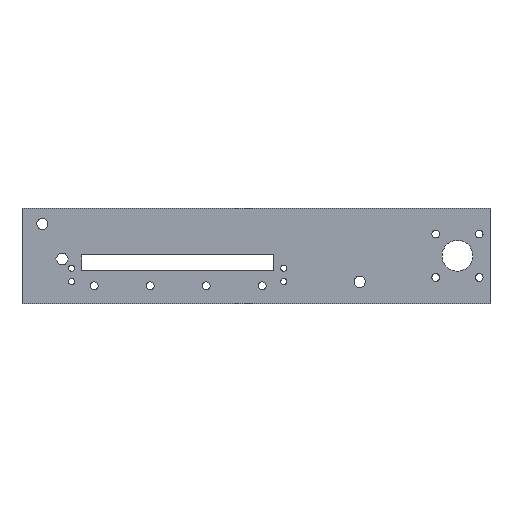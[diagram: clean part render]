
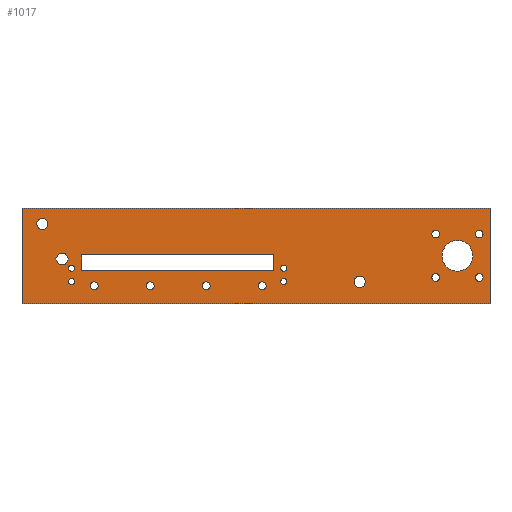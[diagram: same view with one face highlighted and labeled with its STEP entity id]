
A CAD part, top view. The second image highlights one B-rep face of the part: STEP entity #1017.
In plain terms, the highlighted planar face has unit normal (0, 0, 1).
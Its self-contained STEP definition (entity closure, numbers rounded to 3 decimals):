
#312 = VERTEX_POINT('',#313);
#313 = CARTESIAN_POINT('',(200.,31.52,3.));
#319 = EDGE_CURVE('',#320,#312,#322,.T.);
#320 = VERTEX_POINT('',#321);
#321 = CARTESIAN_POINT('',(-134.246,31.52,3.));
#322 = LINE('',#323,#324);
#323 = CARTESIAN_POINT('',(100.,31.52,3.));
#324 = VECTOR('',#325,1.);
#325 = DIRECTION('',(1.,0.,0.));
#343 = VERTEX_POINT('',#344);
#344 = CARTESIAN_POINT('',(200.,100.,3.));
#350 = EDGE_CURVE('',#343,#312,#351,.T.);
#351 = LINE('',#352,#353);
#352 = CARTESIAN_POINT('',(200.,100.,3.));
#353 = VECTOR('',#354,1.);
#354 = DIRECTION('',(0.,-1.,0.));
#367 = EDGE_CURVE('',#368,#320,#370,.T.);
#368 = VERTEX_POINT('',#369);
#369 = CARTESIAN_POINT('',(-134.246,100.,3.));
#370 = LINE('',#371,#372);
#371 = CARTESIAN_POINT('',(-134.246,15.76,3.));
#372 = VECTOR('',#373,1.);
#373 = DIRECTION('',(0.,-1.,0.));
#391 = EDGE_CURVE('',#368,#343,#392,.T.);
#392 = LINE('',#393,#394);
#393 = CARTESIAN_POINT('',(-200.,100.,3.));
#394 = VECTOR('',#395,1.);
#395 = DIRECTION('',(1.,0.,0.));
#408 = VERTEX_POINT('',#409);
#409 = CARTESIAN_POINT('',(-96.604,47.491,3.));
#415 = EDGE_CURVE('',#408,#408,#416,.T.);
#416 = CIRCLE('',#417,2.2);
#417 = AXIS2_PLACEMENT_3D('',#418,#419,#420);
#418 = CARTESIAN_POINT('',(-98.804,47.491,3.));
#419 = DIRECTION('',(0.,0.,-1.));
#420 = DIRECTION('',(1.,0.,0.));
#431 = EDGE_CURVE('',#432,#432,#434,.T.);
#432 = VERTEX_POINT('',#433);
#433 = CARTESIAN_POINT('',(-79.907,44.498,3.));
#434 = CIRCLE('',#435,2.75);
#435 = AXIS2_PLACEMENT_3D('',#436,#437,#438);
#436 = CARTESIAN_POINT('',(-82.657,44.498,3.));
#437 = DIRECTION('',(0.,0.,1.));
#438 = DIRECTION('',(1.,0.,0.));
#456 = EDGE_CURVE('',#457,#457,#459,.T.);
#457 = VERTEX_POINT('',#458);
#458 = CARTESIAN_POINT('',(-39.907,44.498,3.));
#459 = CIRCLE('',#460,2.75);
#460 = AXIS2_PLACEMENT_3D('',#461,#462,#463);
#461 = CARTESIAN_POINT('',(-42.657,44.498,3.));
#462 = DIRECTION('',(0.,0.,1.));
#463 = DIRECTION('',(1.,0.,0.));
#481 = EDGE_CURVE('',#482,#482,#484,.T.);
#482 = VERTEX_POINT('',#483);
#483 = CARTESIAN_POINT('',(0.093,44.498,3.));
#484 = CIRCLE('',#485,2.75);
#485 = AXIS2_PLACEMENT_3D('',#486,#487,#488);
#486 = CARTESIAN_POINT('',(-2.657,44.498,3.));
#487 = DIRECTION('',(0.,0.,1.));
#488 = DIRECTION('',(1.,0.,0.));
#508 = VERTEX_POINT('',#509);
#509 = CARTESIAN_POINT('',(-96.604,56.991,3.));
#515 = EDGE_CURVE('',#508,#508,#516,.T.);
#516 = CIRCLE('',#517,2.2);
#517 = AXIS2_PLACEMENT_3D('',#518,#519,#520);
#518 = CARTESIAN_POINT('',(-98.804,56.991,3.));
#519 = DIRECTION('',(0.,0.,-1.));
#520 = DIRECTION('',(1.,0.,0.));
#531 = EDGE_CURVE('',#532,#534,#536,.T.);
#532 = VERTEX_POINT('',#533);
#533 = CARTESIAN_POINT('',(-103.278,67.574,3.));
#534 = VERTEX_POINT('',#535);
#535 = CARTESIAN_POINT('',(-107.804,67.574,3.));
#536 = LINE('',#537,#538);
#537 = CARTESIAN_POINT('',(-103.278,67.574,3.));
#538 = VECTOR('',#539,1.);
#539 = DIRECTION('',(-1.,0.,0.));
#562 = EDGE_CURVE('',#563,#532,#565,.T.);
#563 = VERTEX_POINT('',#564);
#564 = CARTESIAN_POINT('',(-101.015,63.654,3.));
#565 = LINE('',#566,#567);
#566 = CARTESIAN_POINT('',(-101.015,63.654,3.));
#567 = VECTOR('',#568,1.);
#568 = DIRECTION('',(-0.5,0.866,0.));
#586 = EDGE_CURVE('',#534,#587,#589,.T.);
#587 = VERTEX_POINT('',#588);
#588 = CARTESIAN_POINT('',(-110.067,63.654,3.));
#589 = LINE('',#590,#591);
#590 = CARTESIAN_POINT('',(-107.804,67.574,3.));
#591 = VECTOR('',#592,1.);
#592 = DIRECTION('',(-0.5,-0.866,0.));
#610 = EDGE_CURVE('',#611,#563,#613,.T.);
#611 = VERTEX_POINT('',#612);
#612 = CARTESIAN_POINT('',(-103.278,59.734,3.));
#613 = LINE('',#614,#615);
#614 = CARTESIAN_POINT('',(-103.278,59.734,3.));
#615 = VECTOR('',#616,1.);
#616 = DIRECTION('',(0.5,0.866,0.));
#634 = EDGE_CURVE('',#587,#635,#637,.T.);
#635 = VERTEX_POINT('',#636);
#636 = CARTESIAN_POINT('',(-107.804,59.734,3.));
#637 = LINE('',#638,#639);
#638 = CARTESIAN_POINT('',(-110.067,63.654,3.));
#639 = VECTOR('',#640,1.);
#640 = DIRECTION('',(0.5,-0.866,0.));
#658 = EDGE_CURVE('',#635,#611,#659,.T.);
#659 = LINE('',#660,#661);
#660 = CARTESIAN_POINT('',(-107.804,59.734,3.));
#661 = VECTOR('',#662,1.);
#662 = DIRECTION('',(1.,0.,0.));
#675 = EDGE_CURVE('',#676,#678,#680,.T.);
#676 = VERTEX_POINT('',#677);
#677 = CARTESIAN_POINT('',(-91.622,55.36,3.));
#678 = VERTEX_POINT('',#679);
#679 = CARTESIAN_POINT('',(-91.622,66.572,3.));
#680 = LINE('',#681,#682);
#681 = CARTESIAN_POINT('',(-91.622,55.36,3.));
#682 = VECTOR('',#683,1.);
#683 = DIRECTION('',(0.,1.,0.));
#706 = EDGE_CURVE('',#707,#676,#709,.T.);
#707 = VERTEX_POINT('',#708);
#708 = CARTESIAN_POINT('',(45.541,55.36,3.));
#709 = LINE('',#710,#711);
#710 = CARTESIAN_POINT('',(45.541,55.36,3.));
#711 = VECTOR('',#712,1.);
#712 = DIRECTION('',(-1.,0.,0.));
#730 = EDGE_CURVE('',#678,#731,#733,.T.);
#731 = VERTEX_POINT('',#732);
#732 = CARTESIAN_POINT('',(45.541,66.572,3.));
#733 = LINE('',#734,#735);
#734 = CARTESIAN_POINT('',(-91.622,66.572,3.));
#735 = VECTOR('',#736,1.);
#736 = DIRECTION('',(1.,0.,0.));
#754 = EDGE_CURVE('',#731,#707,#755,.T.);
#755 = LINE('',#756,#757);
#756 = CARTESIAN_POINT('',(45.541,66.572,3.));
#757 = VECTOR('',#758,1.);
#758 = DIRECTION('',(0.,-1.,0.));
#771 = EDGE_CURVE('',#772,#772,#774,.T.);
#772 = VERTEX_POINT('',#773);
#773 = CARTESIAN_POINT('',(40.093,44.498,3.));
#774 = CIRCLE('',#775,2.75);
#775 = AXIS2_PLACEMENT_3D('',#776,#777,#778);
#776 = CARTESIAN_POINT('',(37.343,44.498,3.));
#777 = DIRECTION('',(0.,0.,1.));
#778 = DIRECTION('',(1.,0.,0.));
#798 = VERTEX_POINT('',#799);
#799 = CARTESIAN_POINT('',(54.896,47.491,3.));
#805 = EDGE_CURVE('',#798,#798,#806,.T.);
#806 = CIRCLE('',#807,2.2);
#807 = AXIS2_PLACEMENT_3D('',#808,#809,#810);
#808 = CARTESIAN_POINT('',(52.696,47.491,3.));
#809 = DIRECTION('',(0.,0.,-1.));
#810 = DIRECTION('',(1.,0.,0.));
#821 = EDGE_CURVE('',#822,#822,#824,.T.);
#822 = VERTEX_POINT('',#823);
#823 = CARTESIAN_POINT('',(110.964,47.364,3.));
#824 = CIRCLE('',#825,4.);
#825 = AXIS2_PLACEMENT_3D('',#826,#827,#828);
#826 = CARTESIAN_POINT('',(106.964,47.364,3.));
#827 = DIRECTION('',(0.,0.,1.));
#828 = DIRECTION('',(1.,0.,0.));
#846 = EDGE_CURVE('',#847,#847,#849,.T.);
#847 = VERTEX_POINT('',#848);
#848 = CARTESIAN_POINT('',(164.014,50.421,3.));
#849 = CIRCLE('',#850,2.75);
#850 = AXIS2_PLACEMENT_3D('',#851,#852,#853);
#851 = CARTESIAN_POINT('',(161.264,50.421,3.));
#852 = DIRECTION('',(0.,0.,1.));
#853 = DIRECTION('',(1.,0.,0.));
#871 = EDGE_CURVE('',#872,#872,#874,.T.);
#872 = VERTEX_POINT('',#873);
#873 = CARTESIAN_POINT('',(195.014,50.421,3.));
#874 = CIRCLE('',#875,2.75);
#875 = AXIS2_PLACEMENT_3D('',#876,#877,#878);
#876 = CARTESIAN_POINT('',(192.264,50.421,3.));
#877 = DIRECTION('',(0.,0.,1.));
#878 = DIRECTION('',(1.,0.,0.));
#898 = VERTEX_POINT('',#899);
#899 = CARTESIAN_POINT('',(54.896,56.991,3.));
#905 = EDGE_CURVE('',#898,#898,#906,.T.);
#906 = CIRCLE('',#907,2.2);
#907 = AXIS2_PLACEMENT_3D('',#908,#909,#910);
#908 = CARTESIAN_POINT('',(52.696,56.991,3.));
#909 = DIRECTION('',(0.,0.,-1.));
#910 = DIRECTION('',(1.,0.,0.));
#921 = EDGE_CURVE('',#922,#922,#924,.T.);
#922 = VERTEX_POINT('',#923);
#923 = CARTESIAN_POINT('',(187.764,65.921,3.));
#924 = CIRCLE('',#925,11.);
#925 = AXIS2_PLACEMENT_3D('',#926,#927,#928);
#926 = CARTESIAN_POINT('',(176.764,65.921,3.));
#927 = DIRECTION('',(0.,0.,1.));
#928 = DIRECTION('',(1.,0.,0.));
#946 = EDGE_CURVE('',#947,#947,#949,.T.);
#947 = VERTEX_POINT('',#948);
#948 = CARTESIAN_POINT('',(-115.725,88.701,3.));
#949 = CIRCLE('',#950,4.);
#950 = AXIS2_PLACEMENT_3D('',#951,#952,#953);
#951 = CARTESIAN_POINT('',(-119.725,88.701,3.));
#952 = DIRECTION('',(0.,0.,1.));
#953 = DIRECTION('',(1.,0.,0.));
#971 = EDGE_CURVE('',#972,#972,#974,.T.);
#972 = VERTEX_POINT('',#973);
#973 = CARTESIAN_POINT('',(164.014,81.421,3.));
#974 = CIRCLE('',#975,2.75);
#975 = AXIS2_PLACEMENT_3D('',#976,#977,#978);
#976 = CARTESIAN_POINT('',(161.264,81.421,3.));
#977 = DIRECTION('',(0.,0.,1.));
#978 = DIRECTION('',(1.,0.,0.));
#996 = EDGE_CURVE('',#997,#997,#999,.T.);
#997 = VERTEX_POINT('',#998);
#998 = CARTESIAN_POINT('',(195.014,81.421,3.));
#999 = CIRCLE('',#1000,2.75);
#1000 = AXIS2_PLACEMENT_3D('',#1001,#1002,#1003);
#1001 = CARTESIAN_POINT('',(192.264,81.421,3.));
#1002 = DIRECTION('',(0.,0.,1.));
#1003 = DIRECTION('',(1.,0.,0.));
#1017 = ADVANCED_FACE('',(#1018,#1024,#1027,#1030,#1033,#1036,#1039,
    #1047,#1053,#1056,#1059,#1062,#1065,#1068,#1071,#1074,#1077,#1080),
  #1083,.T.);
#1018 = FACE_BOUND('',#1019,.T.);
#1019 = EDGE_LOOP('',(#1020,#1021,#1022,#1023));
#1020 = ORIENTED_EDGE('',*,*,#319,.T.);
#1021 = ORIENTED_EDGE('',*,*,#350,.F.);
#1022 = ORIENTED_EDGE('',*,*,#391,.F.);
#1023 = ORIENTED_EDGE('',*,*,#367,.T.);
#1024 = FACE_BOUND('',#1025,.T.);
#1025 = EDGE_LOOP('',(#1026));
#1026 = ORIENTED_EDGE('',*,*,#415,.T.);
#1027 = FACE_BOUND('',#1028,.T.);
#1028 = EDGE_LOOP('',(#1029));
#1029 = ORIENTED_EDGE('',*,*,#431,.F.);
#1030 = FACE_BOUND('',#1031,.T.);
#1031 = EDGE_LOOP('',(#1032));
#1032 = ORIENTED_EDGE('',*,*,#456,.F.);
#1033 = FACE_BOUND('',#1034,.T.);
#1034 = EDGE_LOOP('',(#1035));
#1035 = ORIENTED_EDGE('',*,*,#481,.F.);
#1036 = FACE_BOUND('',#1037,.T.);
#1037 = EDGE_LOOP('',(#1038));
#1038 = ORIENTED_EDGE('',*,*,#515,.T.);
#1039 = FACE_BOUND('',#1040,.T.);
#1040 = EDGE_LOOP('',(#1041,#1042,#1043,#1044,#1045,#1046));
#1041 = ORIENTED_EDGE('',*,*,#531,.F.);
#1042 = ORIENTED_EDGE('',*,*,#562,.F.);
#1043 = ORIENTED_EDGE('',*,*,#610,.F.);
#1044 = ORIENTED_EDGE('',*,*,#658,.F.);
#1045 = ORIENTED_EDGE('',*,*,#634,.F.);
#1046 = ORIENTED_EDGE('',*,*,#586,.F.);
#1047 = FACE_BOUND('',#1048,.T.);
#1048 = EDGE_LOOP('',(#1049,#1050,#1051,#1052));
#1049 = ORIENTED_EDGE('',*,*,#675,.T.);
#1050 = ORIENTED_EDGE('',*,*,#730,.T.);
#1051 = ORIENTED_EDGE('',*,*,#754,.T.);
#1052 = ORIENTED_EDGE('',*,*,#706,.T.);
#1053 = FACE_BOUND('',#1054,.T.);
#1054 = EDGE_LOOP('',(#1055));
#1055 = ORIENTED_EDGE('',*,*,#771,.F.);
#1056 = FACE_BOUND('',#1057,.T.);
#1057 = EDGE_LOOP('',(#1058));
#1058 = ORIENTED_EDGE('',*,*,#805,.T.);
#1059 = FACE_BOUND('',#1060,.T.);
#1060 = EDGE_LOOP('',(#1061));
#1061 = ORIENTED_EDGE('',*,*,#821,.F.);
#1062 = FACE_BOUND('',#1063,.T.);
#1063 = EDGE_LOOP('',(#1064));
#1064 = ORIENTED_EDGE('',*,*,#846,.F.);
#1065 = FACE_BOUND('',#1066,.T.);
#1066 = EDGE_LOOP('',(#1067));
#1067 = ORIENTED_EDGE('',*,*,#871,.F.);
#1068 = FACE_BOUND('',#1069,.T.);
#1069 = EDGE_LOOP('',(#1070));
#1070 = ORIENTED_EDGE('',*,*,#905,.T.);
#1071 = FACE_BOUND('',#1072,.T.);
#1072 = EDGE_LOOP('',(#1073));
#1073 = ORIENTED_EDGE('',*,*,#921,.F.);
#1074 = FACE_BOUND('',#1075,.T.);
#1075 = EDGE_LOOP('',(#1076));
#1076 = ORIENTED_EDGE('',*,*,#946,.F.);
#1077 = FACE_BOUND('',#1078,.T.);
#1078 = EDGE_LOOP('',(#1079));
#1079 = ORIENTED_EDGE('',*,*,#971,.F.);
#1080 = FACE_BOUND('',#1081,.T.);
#1081 = EDGE_LOOP('',(#1082));
#1082 = ORIENTED_EDGE('',*,*,#996,.F.);
#1083 = PLANE('',#1084);
#1084 = AXIS2_PLACEMENT_3D('',#1085,#1086,#1087);
#1085 = CARTESIAN_POINT('',(0.,0.,3.));
#1086 = DIRECTION('',(0.,0.,1.));
#1087 = DIRECTION('',(1.,0.,0.));
